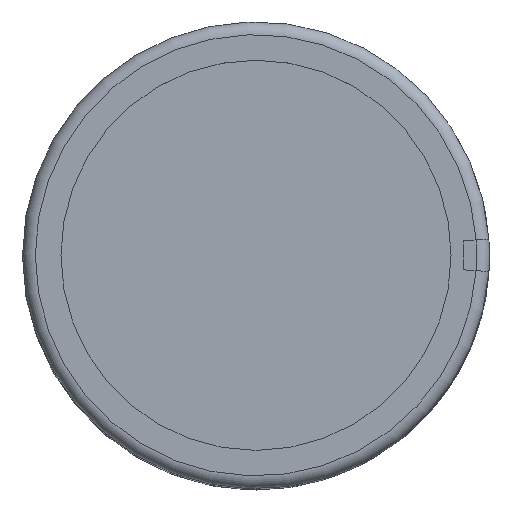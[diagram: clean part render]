
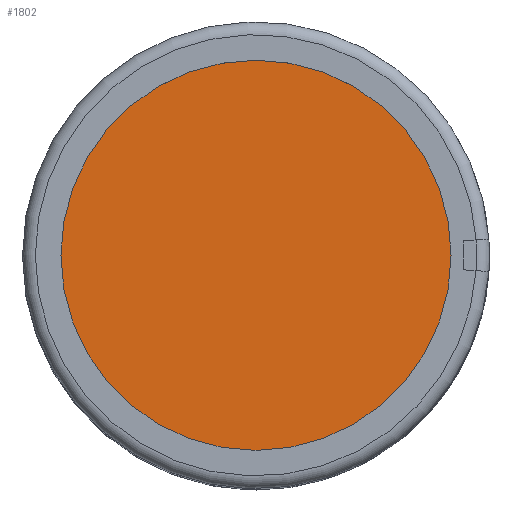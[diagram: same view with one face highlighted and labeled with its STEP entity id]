
A CAD part, top view. The second image highlights one B-rep face of the part: STEP entity #1802.
In plain terms, the highlighted planar face has unit normal (0, 0, 1).
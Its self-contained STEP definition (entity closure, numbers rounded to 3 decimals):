
#80=CIRCLE($,#1988,15.25);
#227=FACE_OUTER_BOUND($,#357,.T.);
#357=EDGE_LOOP($,(#1460));
#841=VERTEX_POINT($,#2969);
#1058=EDGE_CURVE($,#841,#841,#80,.T.);
#1460=ORIENTED_EDGE($,*,*,#1058,.T.);
#1702=PLANE($,#1989);
#1802=ADVANCED_FACE($,(#227),#1702,.T.);
#1988=AXIS2_PLACEMENT_3D($,#2970,#2413,#2414);
#1989=AXIS2_PLACEMENT_3D($,#2971,#2415,#2416);
#2413=DIRECTION('center_axis',(0.,0.,1.));
#2414=DIRECTION('ref_axis',(-1.,0.,0.));
#2415=DIRECTION('center_axis',(0.,0.,1.));
#2416=DIRECTION('ref_axis',(1.,0.,0.));
#2969=CARTESIAN_POINT('',(15.25,0.,56.7));
#2970=CARTESIAN_POINT('Origin',(0.,0.,
56.7));
#2971=CARTESIAN_POINT('Origin',(0.,0.,
56.7));
